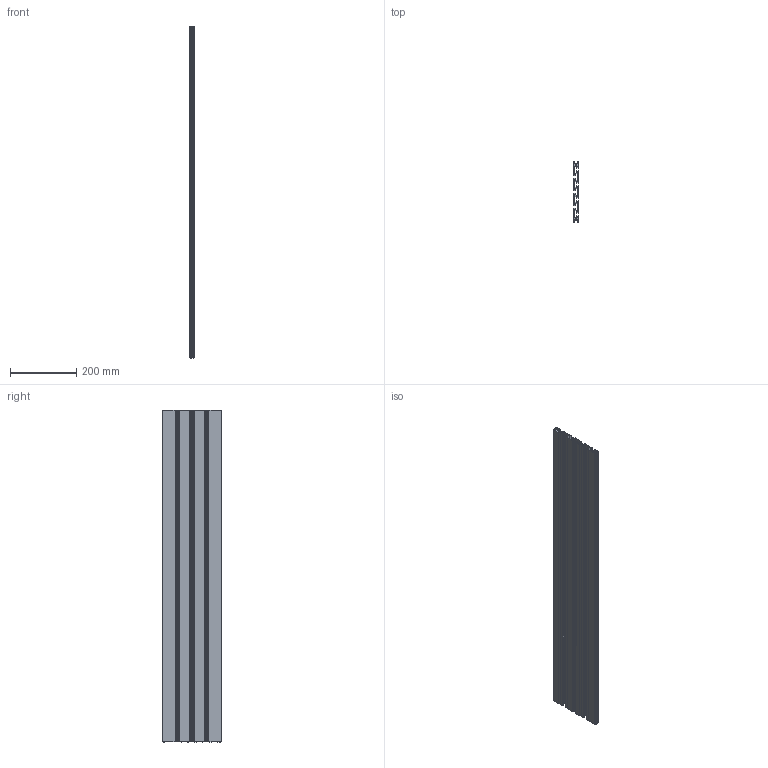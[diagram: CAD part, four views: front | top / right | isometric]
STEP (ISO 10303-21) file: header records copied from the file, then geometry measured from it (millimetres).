
FILE_DESCRIPTION (( 'STEP AP214' ), '1' );
FILE_NAME ('15õ180ìì, ïàç 10 ìì.STEP', '2018-05-07T21:11:09', ( 'Ïîëüçîâàòåëü Windows' ), ( '' ), 'SwSTEP 2.0', 'SolidWorks 2016', '' );
FILE_SCHEMA (( 'AUTOMOTIVE_DESIGN' ));
Length unit declared in the file: millimetre
Products named in the file (1): 15õ180ìì, ïàç 10 ìì
Bounding box: 15 x 180 x 1000 mm (x, y, z)
Volume: 1114305.3 mm3; surface area: 807337.5 mm2
Topology: 1 solids, 1 shells, 235 faces, 699 edges, 466 vertices
Faces by surface type: plane 179, cylinder 56
Entity records: 7859 total; most frequent: CARTESIAN_POINT 1401, ORIENTED_EDGE 1398, DIRECTION 1283, EDGE_CURVE 699, LINE 587, VECTOR 587, VERTEX_POINT 466, AXIS2_PLACEMENT_3D 348
